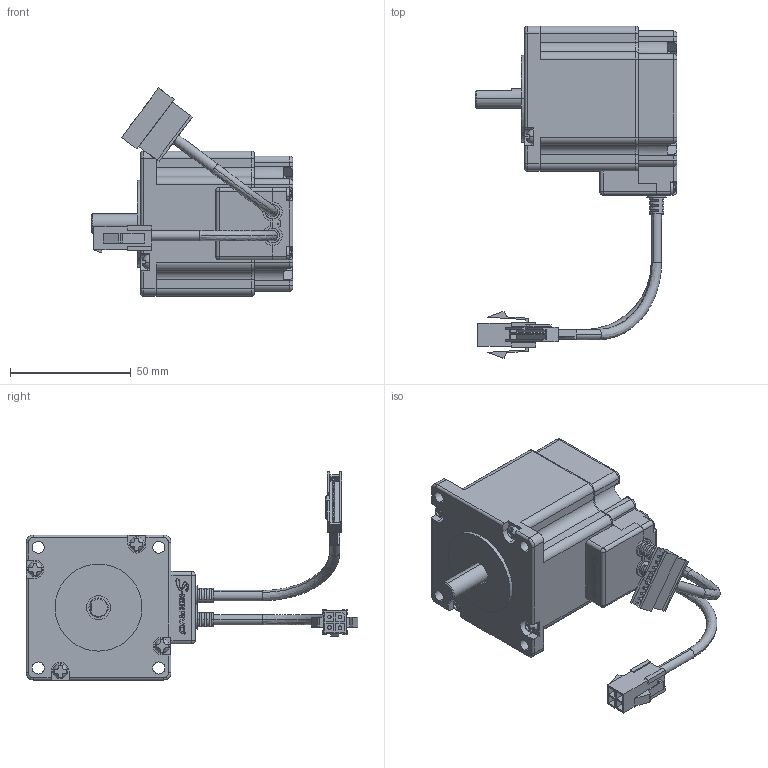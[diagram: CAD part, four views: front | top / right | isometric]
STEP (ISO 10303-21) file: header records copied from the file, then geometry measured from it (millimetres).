
FILE_DESCRIPTION (( 'STEP AP203' ), '1' );
FILE_NAME ('130809 SM-60S.STEP', '2013-08-14T01:30:59', ( '' ), ( '' ), 'SwSTEP 2.0', 'SolidWorks 2012', '' );
FILE_SCHEMA (( 'CONFIG_CONTROL_DESIGN' ));
Products named in the file (12): 130809 SM-60S; round cross head screw_ks1_KS 1023 RC - M3 x 12-N; 42阿 浚内歹 纳捞喉急_钎霖; 42陝 賅攪瞪錳摹_ル遽; 130116 60mm CABLE COVER S-SERVO; S-SERVO24; 121217 60mm CABLE COVER_ル遽; 130116 56mm ENCODER COVER_ル遽; 葆斜啻す 縛囀渦_ル遽; 20陝 PCB_ル遽; PLATE; 60S_註蝶
Assembly tree (16 placements, depth 3):
  130809 SM-60S
    60S_註蝶
    PLATE
    20陝 PCB_ル遽
    葆斜啻す 縛囀渦_ル遽
    130116 56mm ENCODER COVER_ル遽
    130116 60mm CABLE COVER S-SERVO
      121217 60mm CABLE COVER_ル遽
      S-SERVO24
    42陝 賅攪瞪錳摹_ル遽
    42阿 浚内歹 纳捞喉急_钎霖
    round cross head screw_ks1_KS 1023 RC - M3 x 12-N  x6
Bounding box: 83.6 x 137.41 x 86.2 mm (x, y, z)
Volume: 178434.6 mm3; surface area: 50943.8 mm2
Topology: 23 solids, 23 shells, 4234 faces, 12312 edges, 8166 vertices
Faces by surface type: plane 3726, cylinder 315, cone 73, torus 56, bspline 42, sphere 22
Entity records: 134773 total; most frequent: CARTESIAN_POINT 24777, ORIENTED_EDGE 23784, DIRECTION 20737, EDGE_CURVE 11892, LINE 10927, VECTOR 10927, VERTEX_POINT 7913, AXIS2_PLACEMENT_3D 4905
